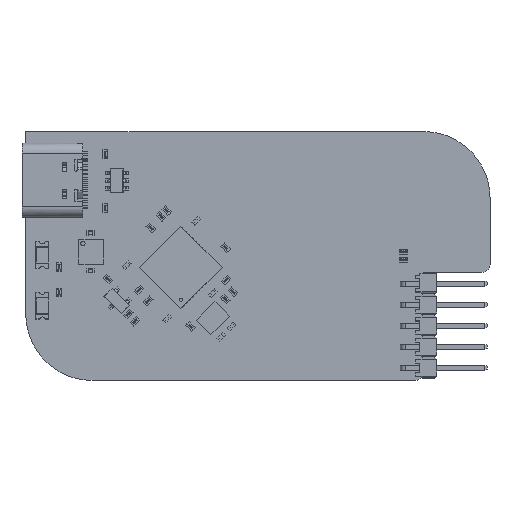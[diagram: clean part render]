
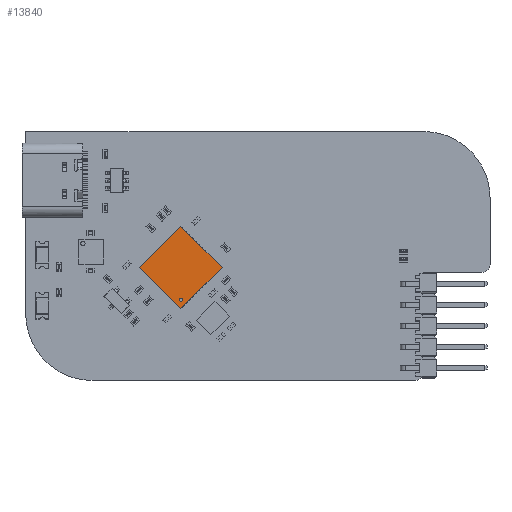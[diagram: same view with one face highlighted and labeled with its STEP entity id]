
A CAD part, top view. The second image highlights one B-rep face of the part: STEP entity #13840.
In plain terms, the highlighted face is planar.
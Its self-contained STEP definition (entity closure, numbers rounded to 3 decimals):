
#13805 = VERTEX_POINT('',#13806);
#13806 = CARTESIAN_POINT('',(-2.75,0.78,2.925));
#13812 = EDGE_CURVE('',#13813,#13805,#13815,.T.);
#13813 = VERTEX_POINT('',#13814);
#13814 = CARTESIAN_POINT('',(-2.75,0.78,2.575));
#13815 = CIRCLE('',#13816,0.175);
#13816 = AXIS2_PLACEMENT_3D('',#13817,#13818,#13819);
#13817 = CARTESIAN_POINT('',(-2.75,0.78,2.75));
#13818 = DIRECTION('',(0.,1.,0.));
#13819 = DIRECTION('',(0.,-0.,1.));
#13840 = ADVANCED_FACE('',(#13841,#13875),#13885,.F.);
#13841 = FACE_BOUND('',#13842,.T.);
#13842 = EDGE_LOOP('',(#13843,#13853,#13861,#13869));
#13843 = ORIENTED_EDGE('',*,*,#13844,.F.);
#13844 = EDGE_CURVE('',#13845,#13847,#13849,.T.);
#13845 = VERTEX_POINT('',#13846);
#13846 = CARTESIAN_POINT('',(3.5,0.78,3.5));
#13847 = VERTEX_POINT('',#13848);
#13848 = CARTESIAN_POINT('',(-3.5,0.78,3.5));
#13849 = LINE('',#13850,#13851);
#13850 = CARTESIAN_POINT('',(-3.5,0.78,3.5));
#13851 = VECTOR('',#13852,1.);
#13852 = DIRECTION('',(-1.,-0.,-0.));
#13853 = ORIENTED_EDGE('',*,*,#13854,.F.);
#13854 = EDGE_CURVE('',#13855,#13845,#13857,.T.);
#13855 = VERTEX_POINT('',#13856);
#13856 = CARTESIAN_POINT('',(3.5,0.78,-3.5));
#13857 = LINE('',#13858,#13859);
#13858 = CARTESIAN_POINT('',(3.5,0.78,3.5));
#13859 = VECTOR('',#13860,1.);
#13860 = DIRECTION('',(-0.,0.,1.));
#13861 = ORIENTED_EDGE('',*,*,#13862,.F.);
#13862 = EDGE_CURVE('',#13863,#13855,#13865,.T.);
#13863 = VERTEX_POINT('',#13864);
#13864 = CARTESIAN_POINT('',(-3.5,0.78,-3.5));
#13865 = LINE('',#13866,#13867);
#13866 = CARTESIAN_POINT('',(-3.5,0.78,-3.5));
#13867 = VECTOR('',#13868,1.);
#13868 = DIRECTION('',(1.,0.,0.));
#13869 = ORIENTED_EDGE('',*,*,#13870,.F.);
#13870 = EDGE_CURVE('',#13847,#13863,#13871,.T.);
#13871 = LINE('',#13872,#13873);
#13872 = CARTESIAN_POINT('',(-3.5,0.78,3.5));
#13873 = VECTOR('',#13874,1.);
#13874 = DIRECTION('',(0.,-0.,-1.));
#13875 = FACE_BOUND('',#13876,.T.);
#13876 = EDGE_LOOP('',(#13877,#13884));
#13877 = ORIENTED_EDGE('',*,*,#13878,.F.);
#13878 = EDGE_CURVE('',#13805,#13813,#13879,.T.);
#13879 = CIRCLE('',#13880,0.175);
#13880 = AXIS2_PLACEMENT_3D('',#13881,#13882,#13883);
#13881 = CARTESIAN_POINT('',(-2.75,0.78,2.75));
#13882 = DIRECTION('',(0.,1.,0.));
#13883 = DIRECTION('',(0.,-0.,1.));
#13884 = ORIENTED_EDGE('',*,*,#13812,.F.);
#13885 = PLANE('',#13886);
#13886 = AXIS2_PLACEMENT_3D('',#13887,#13888,#13889);
#13887 = CARTESIAN_POINT('',(-3.5,0.78,3.5));
#13888 = DIRECTION('',(0.,-1.,0.));
#13889 = DIRECTION('',(0.,-0.,-1.));
